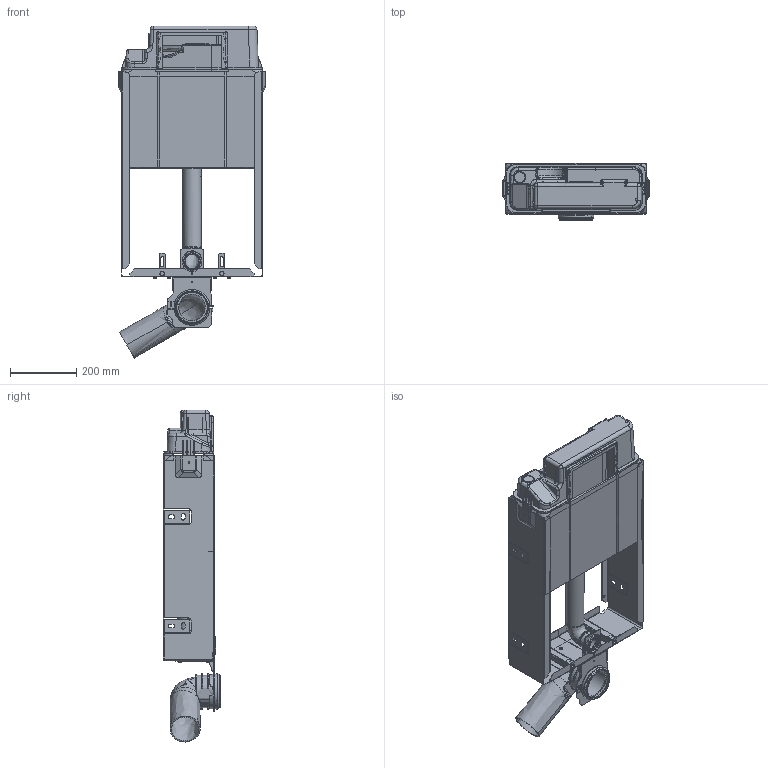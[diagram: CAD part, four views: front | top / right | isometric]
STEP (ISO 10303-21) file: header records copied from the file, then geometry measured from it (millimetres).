
FILE_DESCRIPTION(/* description */ (''),/* implementation_level */ '2;1');
FILE_NAME(/* name */ 'Wd1015',/* time_stamp */ '2021-06-29T09:19:01+02:00',/* author */ (''),/* organization */ (''),/* preprocessor_version */ 'ST-DEVELOPER v15',/* originating_system */ '',/* authorisation */ '');
FILE_SCHEMA (('AUTOMOTIVE_DESIGN'));
Length unit declared in the file: millimetre
Products named in the file (2): Document; Block 01
Assembly tree (1 placements, depth 2):
  Document
    Block 01
Bounding box: 443 x 172.86 x 1003.71 mm (x, y, z)
Volume: 867084.8 mm3; surface area: 1726421.2 mm2
Topology: 10 solids, 17 shells, 1660 faces, 4412 edges, 2728 vertices
Faces by surface type: bspline 1014, plane 646
Entity records: 85611 total; most frequent: CARTESIAN_POINT 60032, ORIENTED_EDGE 8632, EDGE_CURVE 4378, VERTEX_POINT 2727, B_SPLINE_CURVE_WITH_KNOTS 2525, EDGE_LOOP 1775, ADVANCED_FACE 1659, FACE_OUTER_BOUND 1659
